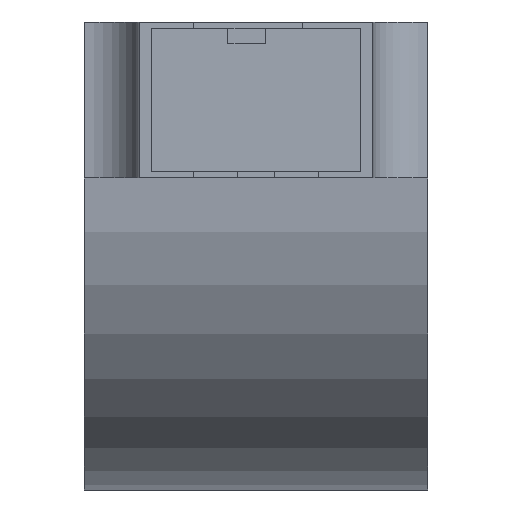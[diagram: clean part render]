
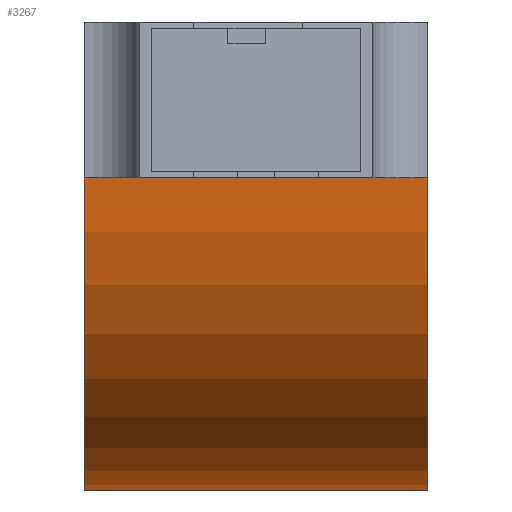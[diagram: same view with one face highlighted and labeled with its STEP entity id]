
A CAD part, left-side view. The second image highlights one B-rep face of the part: STEP entity #3267.
In plain terms, the highlighted cylindrical face has radius 1 mm (diameter 2 mm), a partial arc.
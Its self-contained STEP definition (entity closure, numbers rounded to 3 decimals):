
#101 = DIRECTION ( 'NONE',  ( 0., 0., 1. ) ) ;
#193 = VERTEX_POINT ( 'NONE', #3190 ) ;
#362 = ORIENTED_EDGE ( 'NONE', *, *, #3220, .F. ) ;
#433 = CARTESIAN_POINT ( 'NONE',  ( 0., 1.1, 0.25 ) ) ;
#457 = DIRECTION ( 'NONE',  ( 0., 0., 1. ) ) ;
#961 = DIRECTION ( 'NONE',  ( 0., 1., 0. ) ) ;
#995 = VERTEX_POINT ( 'NONE', #1405 ) ;
#1076 = EDGE_LOOP ( 'NONE', ( #4133, #1224, #4204, #362 ) ) ;
#1224 = ORIENTED_EDGE ( 'NONE', *, *, #2085, .T. ) ;
#1381 = VECTOR ( 'NONE', #2628, 1000. ) ;
#1394 = CIRCLE ( 'NONE', #4955, 1. ) ;
#1405 = CARTESIAN_POINT ( 'NONE',  ( -1., 0., 0.25 ) ) ;
#1772 = CYLINDRICAL_SURFACE ( 'NONE', #1801, 1. ) ;
#1801 = AXIS2_PLACEMENT_3D ( 'NONE', #433, #5107, #2557 ) ;
#2031 = VECTOR ( 'NONE', #4727, 1000. ) ;
#2076 = CARTESIAN_POINT ( 'NONE',  ( -1., 1.1, 0.25 ) ) ;
#2085 = EDGE_CURVE ( 'NONE', #193, #3078, #3629, .T. ) ;
#2514 = EDGE_CURVE ( 'NONE', #3078, #995, #1394, .T. ) ;
#2557 = DIRECTION ( 'NONE',  ( 0., 0., -1. ) ) ;
#2628 = DIRECTION ( 'NONE',  ( 0., -1., 0. ) ) ;
#2651 = CARTESIAN_POINT ( 'NONE',  ( 0., 0., 0.25 ) ) ;
#3078 = VERTEX_POINT ( 'NONE', #3212 ) ;
#3097 = CIRCLE ( 'NONE', #5084, 1. ) ;
#3137 = LINE ( 'NONE', #2076, #2031 ) ;
#3190 = CARTESIAN_POINT ( 'NONE',  ( 0., 1.1, -0.75 ) ) ;
#3212 = CARTESIAN_POINT ( 'NONE',  ( 0., 0., -0.75 ) ) ;
#3220 = EDGE_CURVE ( 'NONE', #4773, #995, #3137, .T. ) ;
#3267 = ADVANCED_FACE ( 'NONE', ( #4023 ), #1772, .T. ) ;
#3446 = CARTESIAN_POINT ( 'NONE',  ( 0., 1.1, 0.25 ) ) ;
#3629 = LINE ( 'NONE', #5151, #1381 ) ;
#4023 = FACE_OUTER_BOUND ( 'NONE', #1076, .T. ) ;
#4133 = ORIENTED_EDGE ( 'NONE', *, *, #5487, .F. ) ;
#4204 = ORIENTED_EDGE ( 'NONE', *, *, #2514, .T. ) ;
#4298 = DIRECTION ( 'NONE',  ( 0., 1., 0. ) ) ;
#4327 = CARTESIAN_POINT ( 'NONE',  ( -1., 1.1, 0.25 ) ) ;
#4727 = DIRECTION ( 'NONE',  ( 0., -1., 0. ) ) ;
#4773 = VERTEX_POINT ( 'NONE', #4327 ) ;
#4955 = AXIS2_PLACEMENT_3D ( 'NONE', #2651, #4298, #101 ) ;
#5084 = AXIS2_PLACEMENT_3D ( 'NONE', #3446, #961, #457 ) ;
#5107 = DIRECTION ( 'NONE',  ( 0., -1., 0. ) ) ;
#5151 = CARTESIAN_POINT ( 'NONE',  ( 0., 1.1, -0.75 ) ) ;
#5487 = EDGE_CURVE ( 'NONE', #193, #4773, #3097, .T. ) ;
